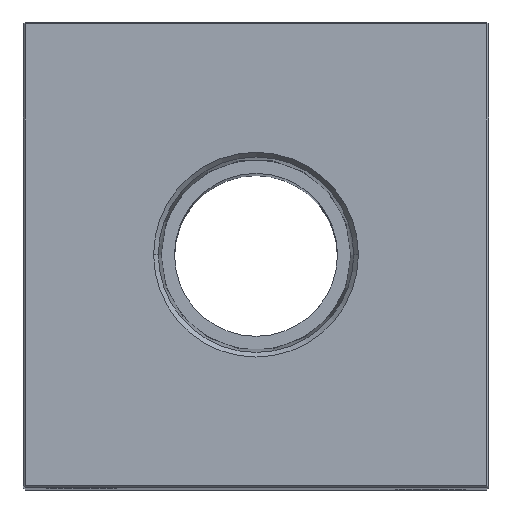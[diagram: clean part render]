
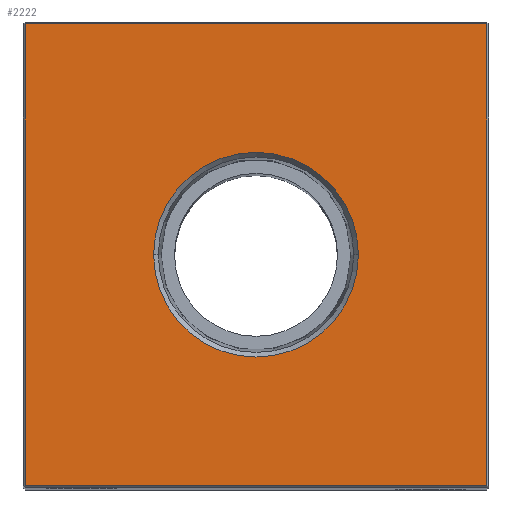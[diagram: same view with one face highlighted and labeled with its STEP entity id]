
A CAD part, top view. The second image highlights one B-rep face of the part: STEP entity #2222.
In plain terms, the highlighted planar face has unit normal (0, 0, 1).
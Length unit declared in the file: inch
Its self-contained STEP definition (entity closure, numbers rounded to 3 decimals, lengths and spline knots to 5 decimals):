
#385 = VECTOR ( 'NONE', #12838, 39.37008 ) ;
#478 = LINE ( 'NONE', #10408, #21048 ) ;
#1061 = CARTESIAN_POINT ( 'NONE',  ( 0., 0., 8. ) ) ;
#1649 = FACE_BOUND ( 'NONE', #26666, .T. ) ;
#1740 = CARTESIAN_POINT ( 'NONE',  ( 0., 1.24, 8. ) ) ;
#1835 = ORIENTED_EDGE ( 'NONE', *, *, #8461, .T. ) ;
#1974 = DIRECTION ( 'NONE',  ( -1., 0., 0. ) ) ;
#2003 = ORIENTED_EDGE ( 'NONE', *, *, #4455, .F. ) ;
#2037 = CARTESIAN_POINT ( 'NONE',  ( -1.24, 1.24, 8. ) ) ;
#2222 = ADVANCED_FACE ( 'NONE', ( #24072, #1649 ), #11583, .F. ) ;
#2869 = CARTESIAN_POINT ( 'NONE',  ( 0., -1.24, 8. ) ) ;
#4455 = EDGE_CURVE ( 'NONE', #23511, #25962, #20289, .T. ) ;
#5284 = CARTESIAN_POINT ( 'NONE',  ( 1.24, -1.24, 8. ) ) ;
#5375 = VERTEX_POINT ( 'NONE', #19921 ) ;
#5552 = EDGE_CURVE ( 'NONE', #18333, #23101, #31324, .T. ) ;
#6182 = AXIS2_PLACEMENT_3D ( 'NONE', #1061, #10989, #21023 ) ;
#6750 = ORIENTED_EDGE ( 'NONE', *, *, #5552, .T. ) ;
#8461 = EDGE_CURVE ( 'NONE', #12882, #5375, #478, .T. ) ;
#8861 = AXIS2_PLACEMENT_3D ( 'NONE', #14384, #24395, #1974 ) ;
#8927 = CARTESIAN_POINT ( 'NONE',  ( -1.24, 0., 8. ) ) ;
#9746 = DIRECTION ( 'NONE',  ( 0., 0., 1. ) ) ;
#10408 = CARTESIAN_POINT ( 'NONE',  ( 1.24, 0., 8. ) ) ;
#10989 = DIRECTION ( 'NONE',  ( 0., 0., 1. ) ) ;
#11583 = PLANE ( 'NONE',  #8861 ) ;
#11677 = DIRECTION ( 'NONE',  ( -1., 0., 0. ) ) ;
#12838 = DIRECTION ( 'NONE',  ( 1., 0., 0. ) ) ;
#12882 = VERTEX_POINT ( 'NONE', #5284 ) ;
#13690 = CARTESIAN_POINT ( 'NONE',  ( -1.24, -1.24, 8. ) ) ;
#13875 = EDGE_CURVE ( 'NONE', #5375, #18333, #24171, .T. ) ;
#14384 = CARTESIAN_POINT ( 'NONE',  ( 0., 0., 8. ) ) ;
#14416 = ORIENTED_EDGE ( 'NONE', *, *, #13875, .T. ) ;
#15749 = AXIS2_PLACEMENT_3D ( 'NONE', #32149, #9746, #19739 ) ;
#18333 = VERTEX_POINT ( 'NONE', #2037 ) ;
#18920 = DIRECTION ( 'NONE',  ( 0., -1., 0. ) ) ;
#19739 = DIRECTION ( 'NONE',  ( 1., 0., 0. ) ) ;
#19921 = CARTESIAN_POINT ( 'NONE',  ( 1.24, 1.24, 8. ) ) ;
#20289 = CIRCLE ( 'NONE', #6182, 0.5499 ) ;
#20420 = DIRECTION ( 'NONE',  ( 0., 1., 0. ) ) ;
#21023 = DIRECTION ( 'NONE',  ( 1., 0., 0. ) ) ;
#21048 = VECTOR ( 'NONE', #20420, 39.37008 ) ;
#23101 = VERTEX_POINT ( 'NONE', #13690 ) ;
#23511 = VERTEX_POINT ( 'NONE', #25530 ) ;
#24072 = FACE_OUTER_BOUND ( 'NONE', #25210, .T. ) ;
#24171 = LINE ( 'NONE', #1740, #25783 ) ;
#24395 = DIRECTION ( 'NONE',  ( 0., 0., -1. ) ) ;
#24453 = VECTOR ( 'NONE', #18920, 39.37008 ) ;
#25210 = EDGE_LOOP ( 'NONE', ( #6750, #26700, #1835, #14416 ) ) ;
#25276 = LINE ( 'NONE', #2869, #385 ) ;
#25530 = CARTESIAN_POINT ( 'NONE',  ( 0.5499, 0., 8. ) ) ;
#25654 = CARTESIAN_POINT ( 'NONE',  ( -0.5499, 0., 8. ) ) ;
#25783 = VECTOR ( 'NONE', #11677, 39.37008 ) ;
#25962 = VERTEX_POINT ( 'NONE', #25654 ) ;
#26666 = EDGE_LOOP ( 'NONE', ( #2003, #29440 ) ) ;
#26700 = ORIENTED_EDGE ( 'NONE', *, *, #27727, .T. ) ;
#27727 = EDGE_CURVE ( 'NONE', #23101, #12882, #25276, .T. ) ;
#29440 = ORIENTED_EDGE ( 'NONE', *, *, #30778, .F. ) ;
#29822 = CIRCLE ( 'NONE', #15749, 0.5499 ) ;
#30778 = EDGE_CURVE ( 'NONE', #25962, #23511, #29822, .T. ) ;
#31324 = LINE ( 'NONE', #8927, #24453 ) ;
#32149 = CARTESIAN_POINT ( 'NONE',  ( 0., 0., 8. ) ) ;
